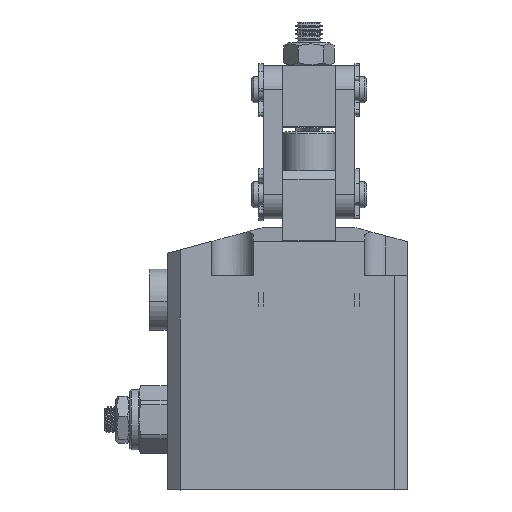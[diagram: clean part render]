
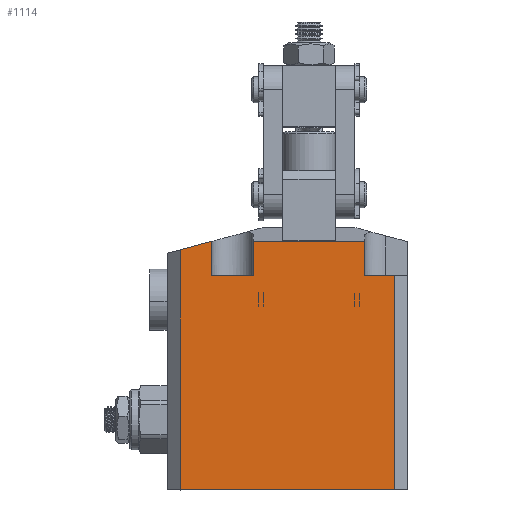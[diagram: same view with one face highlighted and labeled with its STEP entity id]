
A CAD part, top view. The second image highlights one B-rep face of the part: STEP entity #1114.
In plain terms, the highlighted planar face has unit normal (0, 0, 1).
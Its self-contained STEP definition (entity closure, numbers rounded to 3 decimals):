
#217 = VERTEX_POINT ( 'NONE', #17947 ) ;
#550 = VECTOR ( 'NONE', #27319, 1000. ) ;
#781 = DIRECTION ( 'NONE',  ( 0., 1., 0. ) ) ;
#1114 = ADVANCED_FACE ( 'NONE', ( #18352 ), #9730, .T. ) ;
#2295 = CARTESIAN_POINT ( 'NONE',  ( 433.63, 121.774, 22.5 ) ) ;
#2626 = ORIENTED_EDGE ( 'NONE', *, *, #27440, .T. ) ;
#2664 = DIRECTION ( 'NONE',  ( -1., 0., 0. ) ) ;
#2776 = CARTESIAN_POINT ( 'NONE',  ( 433.63, 121.774, 22.5 ) ) ;
#3158 = DIRECTION ( 'NONE',  ( -1., 0., 0. ) ) ;
#3204 = VECTOR ( 'NONE', #12538, 1000. ) ;
#3656 = DIRECTION ( 'NONE',  ( 0.966, 0.259, 0. ) ) ;
#4634 = CARTESIAN_POINT ( 'NONE',  ( 433.63, 64.989, 22.5 ) ) ;
#4694 = EDGE_CURVE ( 'NONE', #10970, #217, #20882, .T. ) ;
#4889 = CARTESIAN_POINT ( 'NONE',  ( 482.63, 113.989, 22.5 ) ) ;
#5212 = VERTEX_POINT ( 'NONE', #4889 ) ;
#5699 = VERTEX_POINT ( 'NONE', #31759 ) ;
#6207 = EDGE_CURVE ( 'NONE', #21907, #7070, #18399, .T. ) ;
#6387 = LINE ( 'NONE', #18893, #33604 ) ;
#7070 = VERTEX_POINT ( 'NONE', #19864 ) ;
#7101 = VECTOR ( 'NONE', #31588, 1000. ) ;
#7615 = VECTOR ( 'NONE', #781, 1000. ) ;
#7976 = EDGE_CURVE ( 'NONE', #33096, #21907, #26994, .T. ) ;
#8227 = ORIENTED_EDGE ( 'NONE', *, *, #7976, .F. ) ;
#8277 = CARTESIAN_POINT ( 'NONE',  ( 475.88, 64.989, 22.5 ) ) ;
#8476 = EDGE_CURVE ( 'NONE', #14348, #5699, #15794, .T. ) ;
#8990 = VECTOR ( 'NONE', #2664, 1000. ) ;
#9399 = CARTESIAN_POINT ( 'NONE',  ( 450.38, 121.774, 22.5 ) ) ;
#9483 = VERTEX_POINT ( 'NONE', #24477 ) ;
#9499 = EDGE_CURVE ( 'NONE', #7070, #217, #16592, .T. ) ;
#9507 = CARTESIAN_POINT ( 'NONE',  ( 433.63, 64.989, 22.5 ) ) ;
#9730 = PLANE ( 'NONE',  #25112 ) ;
#9955 = DIRECTION ( 'NONE',  ( 1., 0., 0. ) ) ;
#10224 = CARTESIAN_POINT ( 'NONE',  ( 450.38, 64.989, 22.5 ) ) ;
#10323 = EDGE_CURVE ( 'NONE', #5212, #14348, #19017, .T. ) ;
#10970 = VERTEX_POINT ( 'NONE', #13805 ) ;
#11441 = DIRECTION ( 'NONE',  ( -1., 0., 0. ) ) ;
#11851 = CARTESIAN_POINT ( 'NONE',  ( 440.88, 64.989, 22.5 ) ) ;
#11877 = LINE ( 'NONE', #2295, #20095 ) ;
#12105 = CARTESIAN_POINT ( 'NONE',  ( 475.88, 113.989, 22.5 ) ) ;
#12538 = DIRECTION ( 'NONE',  ( 0., 1., 0. ) ) ;
#12840 = LINE ( 'NONE', #11851, #550 ) ;
#13029 = DIRECTION ( 'NONE',  ( -1., 0., 0. ) ) ;
#13465 = VERTEX_POINT ( 'NONE', #9399 ) ;
#13805 = CARTESIAN_POINT ( 'NONE',  ( 440.88, 121.774, 22.5 ) ) ;
#14348 = VERTEX_POINT ( 'NONE', #12105 ) ;
#14796 = EDGE_CURVE ( 'NONE', #13465, #32603, #16703, .T. ) ;
#14958 = CARTESIAN_POINT ( 'NONE',  ( 450.38, 113.989, 22.5 ) ) ;
#15653 = DIRECTION ( 'NONE',  ( 0., 1., 0. ) ) ;
#15794 = LINE ( 'NONE', #8277, #7615 ) ;
#16592 = LINE ( 'NONE', #16743, #24008 ) ;
#16703 = LINE ( 'NONE', #10224, #30774 ) ;
#16743 = CARTESIAN_POINT ( 'NONE',  ( 452.63, 124.989, 22.5 ) ) ;
#17006 = VECTOR ( 'NONE', #15653, 1000. ) ;
#17597 = EDGE_CURVE ( 'NONE', #33096, #5212, #30644, .T. ) ;
#17609 = ORIENTED_EDGE ( 'NONE', *, *, #6207, .F. ) ;
#17947 = CARTESIAN_POINT ( 'NONE',  ( 440.63, 121.774, 22.5 ) ) ;
#18352 = FACE_OUTER_BOUND ( 'NONE', #29788, .T. ) ;
#18399 = LINE ( 'NONE', #4634, #3204 ) ;
#18893 = CARTESIAN_POINT ( 'NONE',  ( 433.63, 113.989, 22.5 ) ) ;
#19017 = LINE ( 'NONE', #34105, #7101 ) ;
#19864 = CARTESIAN_POINT ( 'NONE',  ( 433.63, 119.898, 22.5 ) ) ;
#20095 = VECTOR ( 'NONE', #13029, 1000. ) ;
#20391 = DIRECTION ( 'NONE',  ( 0., 0., 1. ) ) ;
#20507 = ORIENTED_EDGE ( 'NONE', *, *, #17597, .T. ) ;
#20882 = LINE ( 'NONE', #2776, #8990 ) ;
#21172 = VECTOR ( 'NONE', #11441, 1000. ) ;
#21576 = CARTESIAN_POINT ( 'NONE',  ( 430.63, 64.989, 22.5 ) ) ;
#21907 = VERTEX_POINT ( 'NONE', #27414 ) ;
#23429 = ORIENTED_EDGE ( 'NONE', *, *, #8476, .T. ) ;
#24008 = VECTOR ( 'NONE', #3656, 1000. ) ;
#24477 = CARTESIAN_POINT ( 'NONE',  ( 440.88, 113.989, 22.5 ) ) ;
#25112 = AXIS2_PLACEMENT_3D ( 'NONE', #9507, #20391, #9955 ) ;
#26039 = CARTESIAN_POINT ( 'NONE',  ( 482.63, 64.989, 22.5 ) ) ;
#26994 = LINE ( 'NONE', #21576, #21172 ) ;
#27319 = DIRECTION ( 'NONE',  ( 0., 1., 0. ) ) ;
#27414 = CARTESIAN_POINT ( 'NONE',  ( 433.63, 64.989, 22.5 ) ) ;
#27440 = EDGE_CURVE ( 'NONE', #32603, #9483, #6387, .T. ) ;
#27633 = ORIENTED_EDGE ( 'NONE', *, *, #9499, .F. ) ;
#29235 = EDGE_CURVE ( 'NONE', #9483, #10970, #12840, .T. ) ;
#29444 = ORIENTED_EDGE ( 'NONE', *, *, #4694, .T. ) ;
#29788 = EDGE_LOOP ( 'NONE', ( #31465, #29444, #27633, #17609, #8227, #20507, #30707, #23429, #31495, #31376, #2626 ) ) ;
#29992 = EDGE_CURVE ( 'NONE', #5699, #13465, #11877, .T. ) ;
#30644 = LINE ( 'NONE', #26039, #17006 ) ;
#30707 = ORIENTED_EDGE ( 'NONE', *, *, #10323, .T. ) ;
#30774 = VECTOR ( 'NONE', #31090, 1000. ) ;
#30859 = CARTESIAN_POINT ( 'NONE',  ( 482.63, 64.989, 22.5 ) ) ;
#31090 = DIRECTION ( 'NONE',  ( 0., -1., 0. ) ) ;
#31376 = ORIENTED_EDGE ( 'NONE', *, *, #14796, .T. ) ;
#31465 = ORIENTED_EDGE ( 'NONE', *, *, #29235, .T. ) ;
#31495 = ORIENTED_EDGE ( 'NONE', *, *, #29992, .T. ) ;
#31588 = DIRECTION ( 'NONE',  ( -1., 0., 0. ) ) ;
#31759 = CARTESIAN_POINT ( 'NONE',  ( 475.88, 121.774, 22.5 ) ) ;
#32603 = VERTEX_POINT ( 'NONE', #14958 ) ;
#33096 = VERTEX_POINT ( 'NONE', #30859 ) ;
#33604 = VECTOR ( 'NONE', #3158, 1000. ) ;
#34105 = CARTESIAN_POINT ( 'NONE',  ( 433.63, 113.989, 22.5 ) ) ;
